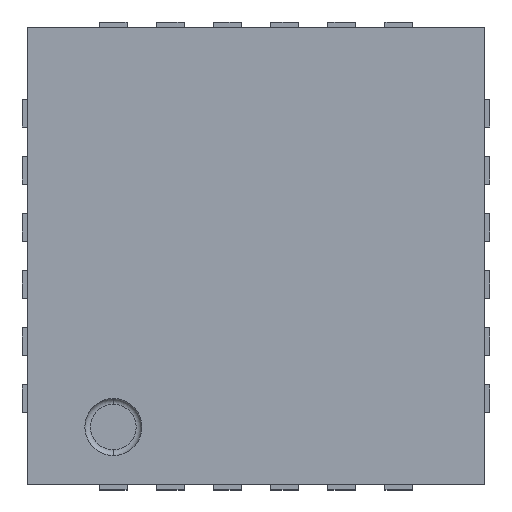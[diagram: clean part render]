
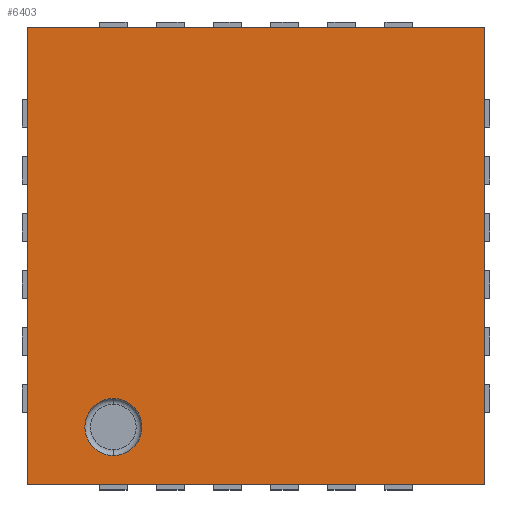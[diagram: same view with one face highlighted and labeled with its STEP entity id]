
A CAD part, top view. The second image highlights one B-rep face of the part: STEP entity #6403.
In plain terms, the highlighted planar face has unit normal (0, 0, 1).
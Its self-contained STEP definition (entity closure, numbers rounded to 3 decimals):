
#6225 = CARTESIAN_POINT ( 'NONE',  ( -1.25, -1.25, 1. ) ) ;
#6226 = VERTEX_POINT ( 'NONE', #6225 ) ;
#6234 = CARTESIAN_POINT ( 'NONE',  ( -1.25, -1.75, 1. ) ) ;
#6235 = VERTEX_POINT ( 'NONE', #6234 ) ;
#6236 = CARTESIAN_POINT ( 'NONE',  ( -1.25, -1.5, 1. ) ) ;
#6237 = DIRECTION ( 'NONE',  ( 0., 0., 1. ) ) ;
#6238 = DIRECTION ( 'NONE',  ( 0., -1., 0. ) ) ;
#6239 = AXIS2_PLACEMENT_3D ( 'NONE', #6236, #6237, #6238 ) ;
#6240 = CIRCLE ( 'NONE', #6239, 0.25) ;
#6241 = EDGE_CURVE ( 'NONE', #6226, #6235, #6240, .T. ) ;
#6268 = CARTESIAN_POINT ( 'NONE',  ( -2., -2., 1. ) ) ;
#6269 = VERTEX_POINT ( 'NONE', #6268 ) ;
#6276 = CARTESIAN_POINT ( 'NONE',  ( -2., 2., 1. ) ) ;
#6277 = VERTEX_POINT ( 'NONE', #6276 ) ;
#6278 = CARTESIAN_POINT ( 'NONE',  ( -2., -2., 1. ) ) ;
#6279 = DIRECTION ( 'NONE',  ( 0., -1., 0. ) ) ;
#6280 = VECTOR ( 'NONE', #6279, 1000. ) ;
#6281 = LINE ( 'NONE', #6278, #6280 ) ;
#6282 = EDGE_CURVE ( 'NONE', #6277, #6269, #6281, .T. ) ;
#6306 = CARTESIAN_POINT ( 'NONE',  ( 2., -2., 1. ) ) ;
#6307 = VERTEX_POINT ( 'NONE', #6306 ) ;
#6314 = CARTESIAN_POINT ( 'NONE',  ( 2., -2., 1. ) ) ;
#6315 = DIRECTION ( 'NONE',  ( 1., 0., 0. ) ) ;
#6316 = VECTOR ( 'NONE', #6315, 1000. ) ;
#6317 = LINE ( 'NONE', #6314, #6316 ) ;
#6318 = EDGE_CURVE ( 'NONE', #6269, #6307, #6317, .T. ) ;
#6337 = CARTESIAN_POINT ( 'NONE',  ( 2., 2., 1. ) ) ;
#6338 = VERTEX_POINT ( 'NONE', #6337 ) ;
#6345 = CARTESIAN_POINT ( 'NONE',  ( 2., -2., 1. ) ) ;
#6346 = DIRECTION ( 'NONE',  ( 0., 1., 0. ) ) ;
#6347 = VECTOR ( 'NONE', #6346, 1000. ) ;
#6348 = LINE ( 'NONE', #6345, #6347 ) ;
#6349 = EDGE_CURVE ( 'NONE', #6307, #6338, #6348, .T. ) ;
#6367 = CARTESIAN_POINT ( 'NONE',  ( 2., 2., 1. ) ) ;
#6368 = DIRECTION ( 'NONE',  ( -1., 0., 0. ) ) ;
#6369 = VECTOR ( 'NONE', #6368, 1000. ) ;
#6370 = LINE ( 'NONE', #6367, #6369 ) ;
#6371 = EDGE_CURVE ( 'NONE', #6338, #6277, #6370, .T. ) ;
#6382 = CARTESIAN_POINT ( 'NONE',  ( -1.25, -1.5, 1. ) ) ;
#6383 = DIRECTION ( 'NONE',  ( 0., 0., 1. ) ) ;
#6384 = DIRECTION ( 'NONE',  ( 0., -1., 0. ) ) ;
#6385 = AXIS2_PLACEMENT_3D ( 'NONE', #6382, #6383, #6384 ) ;
#6386 = CIRCLE ( 'NONE', #6385, 0.25) ;
#6387 = EDGE_CURVE ( 'NONE', #6235, #6226, #6386, .T. ) ;
#6388 = ORIENTED_EDGE ( 'NONE', *, *, #6387, .F. ) ;
#6389 = ORIENTED_EDGE ( 'NONE', *, *, #6241, .F. ) ;
#6390 = EDGE_LOOP ( 'NONE', ( #6388, #6389 ) ) ;
#6391 = FACE_BOUND ( 'NONE', #6390, .T. ) ;
#6392 = ORIENTED_EDGE ( 'NONE', *, *, #6282, .T. ) ;
#6393 = ORIENTED_EDGE ( 'NONE', *, *, #6318, .T. ) ;
#6394 = ORIENTED_EDGE ( 'NONE', *, *, #6349, .T. ) ;
#6395 = ORIENTED_EDGE ( 'NONE', *, *, #6371, .T. ) ;
#6396 = EDGE_LOOP ( 'NONE', ( #6392, #6393, #6394, #6395 ) ) ;
#6397 = FACE_OUTER_BOUND ( 'NONE', #6396, .T. ) ;
#6398 = CARTESIAN_POINT ( 'NONE',  ( 0., 0., 1. ) ) ;
#6399 = DIRECTION ( 'NONE',  ( 0., 0., 1. ) ) ;
#6400 = DIRECTION ( 'NONE',  ( 0., -1., 0. ) ) ;
#6401 = AXIS2_PLACEMENT_3D ( 'NONE', #6398, #6399, #6400 ) ;
#6402 = PLANE ( 'NONE', #6401 ) ;
#6403 = ADVANCED_FACE ( 'NONE', ( #6391, #6397 ), #6402, .T. ) ;
